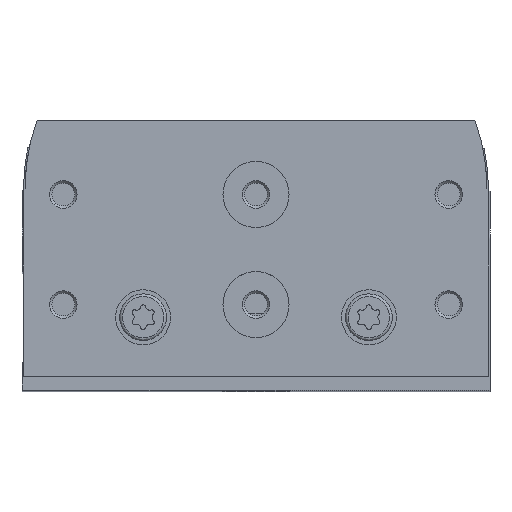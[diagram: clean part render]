
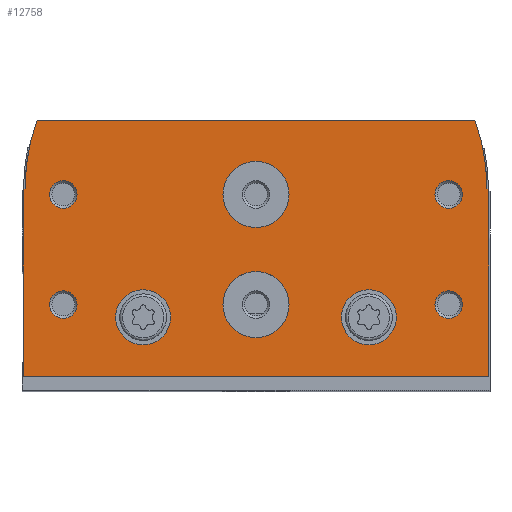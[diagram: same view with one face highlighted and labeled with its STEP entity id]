
A CAD part, top view. The second image highlights one B-rep face of the part: STEP entity #12758.
In plain terms, the highlighted planar face has unit normal (0, 0, 1).
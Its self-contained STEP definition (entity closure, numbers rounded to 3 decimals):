
#508=LINE('',#19881,#1264);
#513=LINE('',#19891,#1269);
#520=LINE('',#19908,#1276);
#526=LINE('',#19920,#1282);
#534=LINE('',#19941,#1290);
#535=LINE('',#19989,#1291);
#1264=VECTOR('',#16224,1000.);
#1269=VECTOR('',#16231,1000.);
#1276=VECTOR('',#16246,1000.);
#1282=VECTOR('',#16256,1000.);
#1290=VECTOR('',#16278,1000.);
#1291=VECTOR('',#16327,1000.);
#1737=PLANE('',#13785);
#3294=ORIENTED_EDGE('',*,*,#5724,.F.);
#3295=ORIENTED_EDGE('',*,*,#5725,.F.);
#3296=ORIENTED_EDGE('',*,*,#5726,.T.);
#3297=ORIENTED_EDGE('',*,*,#5727,.T.);
#3298=ORIENTED_EDGE('',*,*,#5728,.T.);
#3299=ORIENTED_EDGE('',*,*,#5729,.T.);
#3300=ORIENTED_EDGE('',*,*,#5730,.T.);
#3301=ORIENTED_EDGE('',*,*,#5731,.T.);
#3302=ORIENTED_EDGE('',*,*,#5687,.T.);
#3303=ORIENTED_EDGE('',*,*,#5681,.T.);
#3304=ORIENTED_EDGE('',*,*,#5699,.T.);
#3305=ORIENTED_EDGE('',*,*,#5667,.T.);
#3306=ORIENTED_EDGE('',*,*,#5672,.T.);
#3307=ORIENTED_EDGE('',*,*,#5676,.T.);
#3308=ORIENTED_EDGE('',*,*,#5723,.T.);
#3309=ORIENTED_EDGE('',*,*,#5693,.T.);
#5667=EDGE_CURVE('',#7020,#7019,#508,.T.);
#5672=EDGE_CURVE('',#7019,#7023,#513,.T.);
#5676=EDGE_CURVE('',#7023,#7025,#7872,.T.);
#5681=EDGE_CURVE('',#7027,#7029,#520,.T.);
#5687=EDGE_CURVE('',#7033,#7027,#526,.T.);
#5693=EDGE_CURVE('',#7038,#7033,#7874,.T.);
#5699=EDGE_CURVE('',#7029,#7020,#534,.T.);
#5723=EDGE_CURVE('',#7025,#7038,#535,.T.);
#5724=EDGE_CURVE('',#7063,#7063,#7900,.T.);
#5725=EDGE_CURVE('',#7064,#7064,#7901,.T.);
#5726=EDGE_CURVE('',#7065,#7065,#7902,.T.);
#5727=EDGE_CURVE('',#7066,#7066,#7903,.T.);
#5728=EDGE_CURVE('',#7067,#7067,#7904,.T.);
#5729=EDGE_CURVE('',#7068,#7068,#7905,.T.);
#5730=EDGE_CURVE('',#7069,#7069,#7906,.T.);
#5731=EDGE_CURVE('',#7070,#7070,#7907,.T.);
#7019=VERTEX_POINT('',#19880);
#7020=VERTEX_POINT('',#19882);
#7023=VERTEX_POINT('',#19890);
#7025=VERTEX_POINT('',#19897);
#7027=VERTEX_POINT('',#19902);
#7029=VERTEX_POINT('',#19907);
#7033=VERTEX_POINT('',#19918);
#7038=VERTEX_POINT('',#19933);
#7063=VERTEX_POINT('',#19992);
#7064=VERTEX_POINT('',#19994);
#7065=VERTEX_POINT('',#19996);
#7066=VERTEX_POINT('',#19998);
#7067=VERTEX_POINT('',#20000);
#7068=VERTEX_POINT('',#20002);
#7069=VERTEX_POINT('',#20004);
#7070=VERTEX_POINT('',#20006);
#7872=CIRCLE('',#13750,37.);
#7874=CIRCLE('',#13757,37.);
#7900=CIRCLE('',#13786,5.);
#7901=CIRCLE('',#13787,5.);
#7902=CIRCLE('',#13788,6.);
#7903=CIRCLE('',#13789,6.);
#7904=CIRCLE('',#13790,2.5);
#7905=CIRCLE('',#13791,2.5);
#7906=CIRCLE('',#13792,2.5);
#7907=CIRCLE('',#13793,2.5);
#8757=EDGE_LOOP('',(#3294));
#8758=EDGE_LOOP('',(#3295));
#8759=EDGE_LOOP('',(#3296));
#8760=EDGE_LOOP('',(#3297));
#8761=EDGE_LOOP('',(#3298));
#8762=EDGE_LOOP('',(#3299));
#8763=EDGE_LOOP('',(#3300));
#8764=EDGE_LOOP('',(#3301));
#8765=EDGE_LOOP('',(#3302,#3303,#3304,#3305,#3306,#3307,#3308,#3309));
#9703=FACE_BOUND('',#8757,.T.);
#9704=FACE_BOUND('',#8758,.T.);
#9705=FACE_BOUND('',#8759,.T.);
#9706=FACE_BOUND('',#8760,.T.);
#9707=FACE_BOUND('',#8761,.T.);
#9708=FACE_BOUND('',#8762,.T.);
#9709=FACE_BOUND('',#8763,.T.);
#9710=FACE_BOUND('',#8764,.T.);
#9711=FACE_BOUND('',#8765,.T.);
#12758=ADVANCED_FACE('',(#9703,#9704,#9705,#9706,#9707,#9708,#9709,#9710,
#9711),#1737,.T.);
#13750=AXIS2_PLACEMENT_3D('',#19898,#16238,#16239);
#13757=AXIS2_PLACEMENT_3D('',#19932,#16267,#16268);
#13785=AXIS2_PLACEMENT_3D('',#19990,#16328,#16329);
#13786=AXIS2_PLACEMENT_3D('',#19991,#16330,#16331);
#13787=AXIS2_PLACEMENT_3D('',#19993,#16332,#16333);
#13788=AXIS2_PLACEMENT_3D('',#19995,#16334,#16335);
#13789=AXIS2_PLACEMENT_3D('',#19997,#16336,#16337);
#13790=AXIS2_PLACEMENT_3D('',#19999,#16338,#16339);
#13791=AXIS2_PLACEMENT_3D('',#20001,#16340,#16341);
#13792=AXIS2_PLACEMENT_3D('',#20003,#16342,#16343);
#13793=AXIS2_PLACEMENT_3D('',#20005,#16344,#16345);
#16224=DIRECTION('',(0.,1.,0.));
#16231=DIRECTION('',(-0.866,0.5,0.));
#16238=DIRECTION('',(0.,0.,1.));
#16239=DIRECTION('',(1.,0.,0.));
#16246=DIRECTION('',(0.,-1.,0.));
#16256=DIRECTION('',(-0.866,-0.5,0.));
#16267=DIRECTION('',(0.,0.,1.));
#16268=DIRECTION('',(1.,0.,0.));
#16278=DIRECTION('',(1.,0.,0.));
#16327=DIRECTION('',(-1.,0.,0.));
#16328=DIRECTION('',(0.,0.,1.));
#16329=DIRECTION('',(1.,0.,0.));
#16330=DIRECTION('',(0.,0.,1.));
#16331=DIRECTION('',(1.,0.,0.));
#16332=DIRECTION('',(0.,0.,1.));
#16333=DIRECTION('',(1.,0.,0.));
#16334=DIRECTION('',(0.,0.,-1.));
#16335=DIRECTION('',(-1.,0.,0.));
#16336=DIRECTION('',(0.,0.,-1.));
#16337=DIRECTION('',(-1.,0.,0.));
#16338=DIRECTION('',(0.,0.,-1.));
#16339=DIRECTION('',(-1.,0.,0.));
#16340=DIRECTION('',(0.,0.,-1.));
#16341=DIRECTION('',(-1.,0.,0.));
#16342=DIRECTION('',(0.,0.,-1.));
#16343=DIRECTION('',(-1.,0.,0.));
#16344=DIRECTION('',(0.,0.,-1.));
#16345=DIRECTION('',(-1.,0.,0.));
#19880=CARTESIAN_POINT('',(42.25,33.827,0.));
#19881=CARTESIAN_POINT('',(42.25,0.,0.));
#19882=CARTESIAN_POINT('',(42.25,0.,0.));
#19890=CARTESIAN_POINT('',(41.95,34.,0.));
#19891=CARTESIAN_POINT('',(42.25,33.827,0.));
#19897=CARTESIAN_POINT('',(39.775,46.5,0.));
#19898=CARTESIAN_POINT('',(4.95,34.,0.));
#19902=CARTESIAN_POINT('',(-42.25,33.827,0.));
#19907=CARTESIAN_POINT('',(-42.25,0.,0.));
#19908=CARTESIAN_POINT('',(-42.25,33.827,0.));
#19918=CARTESIAN_POINT('',(-41.95,34.,0.));
#19920=CARTESIAN_POINT('',(-41.95,34.,0.));
#19932=CARTESIAN_POINT('',(-4.95,34.,0.));
#19933=CARTESIAN_POINT('',(-39.775,46.5,0.));
#19941=CARTESIAN_POINT('',(-42.25,0.,0.));
#19989=CARTESIAN_POINT('',(39.775,46.5,0.));
#19990=CARTESIAN_POINT('',(4.95,34.,0.));
#19991=CARTESIAN_POINT('',(-20.5,10.7,0.));
#19992=CARTESIAN_POINT('',(-15.5,10.7,0.));
#19993=CARTESIAN_POINT('',(20.5,10.7,0.));
#19994=CARTESIAN_POINT('',(25.5,10.7,0.));
#19995=CARTESIAN_POINT('',(0.,13.,0.));
#19996=CARTESIAN_POINT('',(-6.,13.,0.));
#19997=CARTESIAN_POINT('',(0.,33.,0.));
#19998=CARTESIAN_POINT('',(-6.,33.,0.));
#19999=CARTESIAN_POINT('',(35.,13.,0.));
#20000=CARTESIAN_POINT('',(32.5,13.,0.));
#20001=CARTESIAN_POINT('',(-35.,13.,0.));
#20002=CARTESIAN_POINT('',(-37.5,13.,0.));
#20003=CARTESIAN_POINT('',(-35.,33.,0.));
#20004=CARTESIAN_POINT('',(-37.5,33.,0.));
#20005=CARTESIAN_POINT('',(35.,33.,0.));
#20006=CARTESIAN_POINT('',(32.5,33.,0.));
